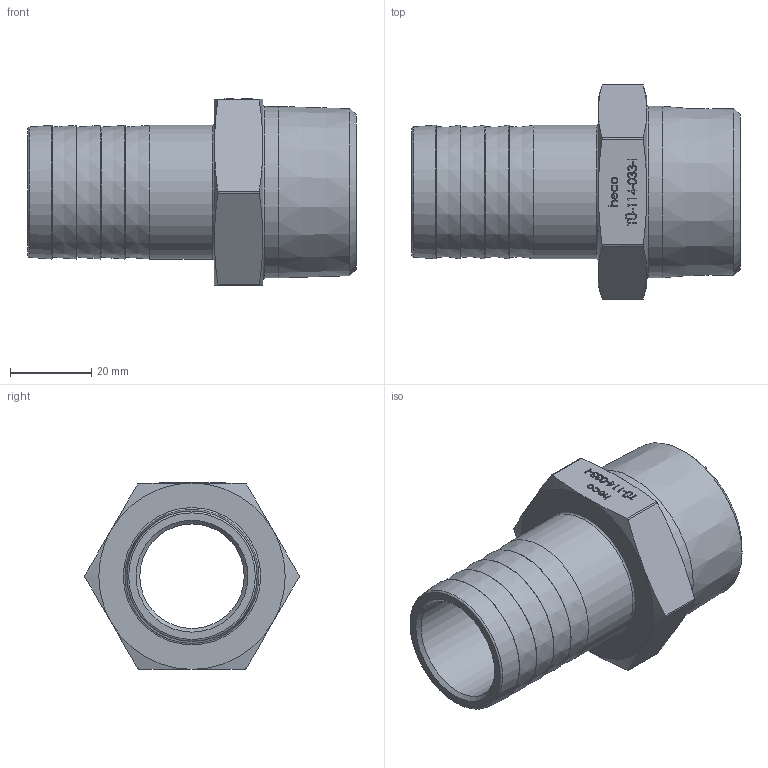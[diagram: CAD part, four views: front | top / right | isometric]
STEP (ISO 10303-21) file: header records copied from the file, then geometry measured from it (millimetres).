
FILE_DESCRIPTION (( 'STEP AP214' ), '1' );
FILE_NAME ('heco TÜ-114-033-I.STEP', '2016-01-13T09:43:04', ( 'test' ), ( '' ), 'SwSTEP 2.0', 'SolidWorks 2011', '' );
FILE_SCHEMA (( 'AUTOMOTIVE_DESIGN' ));
Length unit declared in the file: millimetre
Products named in the file (1): heco TÜ-114-033-I
Bounding box: 81 x 52.98 x 46.1 mm (x, y, z)
Volume: 37949.7 mm3; surface area: 19126.5 mm2
Topology: 1 solids, 1 shells, 240 faces, 606 edges, 396 vertices
Faces by surface type: plane 110, bspline 87, cone 22, torus 11, cylinder 10
Full cylindrical faces by diameter (mm): 25.8 x1, 33 x1, 34 x1, 42.31 x1
Entity records: 13975 total; most frequent: CARTESIAN_POINT 6369, ORIENTED_EDGE 1150, DIRECTION 717, EDGE_CURVE 575, VERTEX_POINT 390, LINE 321, VECTOR 321, EDGE_LOOP 295
